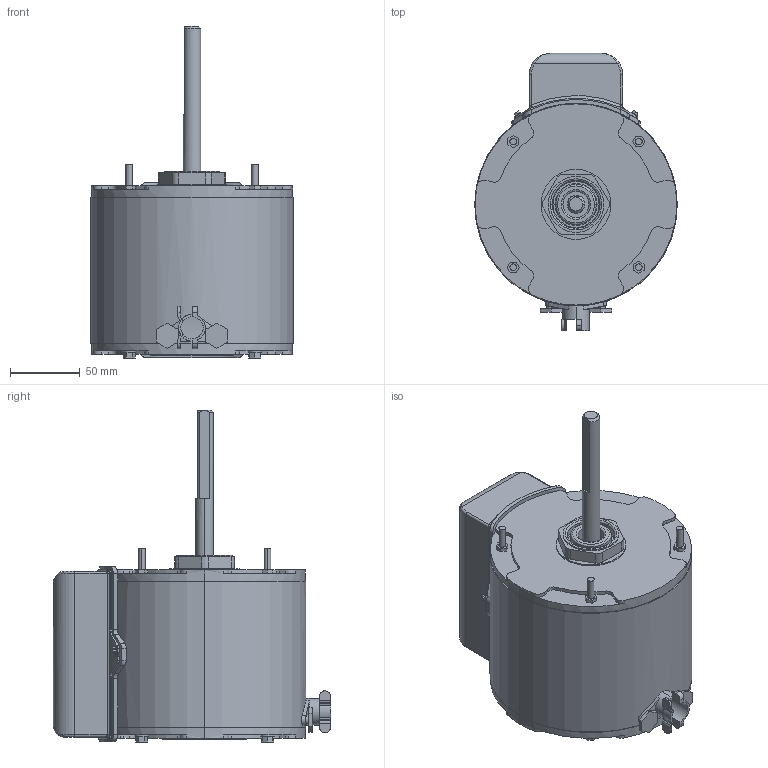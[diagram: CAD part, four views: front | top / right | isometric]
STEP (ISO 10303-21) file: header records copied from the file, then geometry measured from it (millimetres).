
FILE_DESCRIPTION (( 'STEP AP203' ), '1' );
FILE_NAME ('119-5628.STEP', '2024-12-02T13:59:20', ( '' ), ( '' ), 'SwSTEP 2.0', 'SolidWorks 2022', '' );
FILE_SCHEMA (( 'CONFIG_CONTROL_DESIGN' ));
Length unit declared in the file: millimetre
Products named in the file (1): 119-5628
Bounding box: 144.78 x 198 x 237.24 mm (x, y, z)
Volume: 2293940.3 mm3; surface area: 118149.2 mm2
Topology: 2 solids, 2 shells, 436 faces, 1146 edges, 743 vertices
Faces by surface type: plane 215, cylinder 183, torus 20, bspline 16, cone 2
Entity records: 15112 total; most frequent: CARTESIAN_POINT 4368, ORIENTED_EDGE 2284, DIRECTION 2178, EDGE_CURVE 1142, AXIS2_PLACEMENT_3D 774, VERTEX_POINT 743, LINE 630, VECTOR 630
